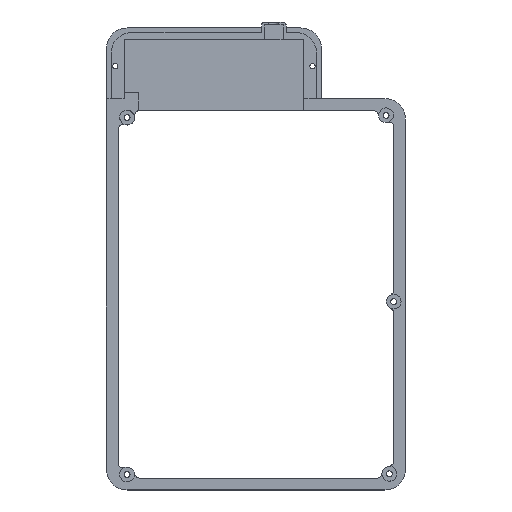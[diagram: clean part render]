
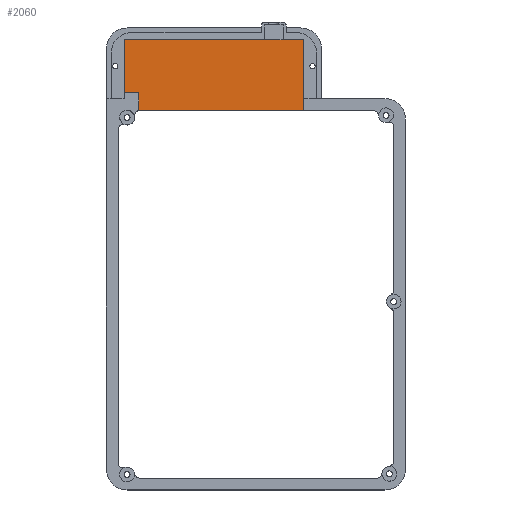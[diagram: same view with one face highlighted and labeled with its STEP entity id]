
A CAD part, top view. The second image highlights one B-rep face of the part: STEP entity #2060.
In plain terms, the highlighted planar face has unit normal (0, 0, 1).
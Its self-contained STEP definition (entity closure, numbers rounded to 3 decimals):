
#45=PLANE('',#2231);
#168=LINE('',#3198,#382);
#185=LINE('',#3237,#399);
#236=LINE('',#3340,#450);
#239=LINE('',#3345,#453);
#241=LINE('',#3348,#455);
#244=LINE('',#3354,#458);
#382=VECTOR('',#2533,1000.);
#399=VECTOR('',#2560,1000.);
#450=VECTOR('',#2645,1000.);
#453=VECTOR('',#2650,1000.);
#455=VECTOR('',#2654,1000.);
#458=VECTOR('',#2659,1000.);
#769=ORIENTED_EDGE('',*,*,#1320,.F.);
#770=ORIENTED_EDGE('',*,*,#1317,.F.);
#771=ORIENTED_EDGE('',*,*,#1321,.T.);
#772=ORIENTED_EDGE('',*,*,#1257,.F.);
#773=ORIENTED_EDGE('',*,*,#1315,.F.);
#774=ORIENTED_EDGE('',*,*,#1237,.F.);
#775=ORIENTED_EDGE('',*,*,#1312,.F.);
#1237=EDGE_CURVE('',#1528,#1529,#168,.T.);
#1257=EDGE_CURVE('',#1545,#1546,#185,.T.);
#1312=EDGE_CURVE('',#1581,#1528,#236,.T.);
#1315=EDGE_CURVE('',#1529,#1545,#239,.T.);
#1317=EDGE_CURVE('',#1582,#1583,#241,.T.);
#1320=EDGE_CURVE('',#1583,#1581,#244,.T.);
#1321=EDGE_CURVE('',#1582,#1546,#1672,.T.);
#1528=VERTEX_POINT('',#3197);
#1529=VERTEX_POINT('',#3199);
#1545=VERTEX_POINT('',#3236);
#1546=VERTEX_POINT('',#3238);
#1581=VERTEX_POINT('',#3341);
#1582=VERTEX_POINT('',#3349);
#1583=VERTEX_POINT('',#3350);
#1672=CIRCLE('',#2232,2.);
#1749=EDGE_LOOP('',(#769,#770,#771,#772,#773,#774,#775));
#1890=FACE_BOUND('',#1749,.T.);
#2060=ADVANCED_FACE('',(#1890),#45,.F.);
#2231=AXIS2_PLACEMENT_3D('',#3355,#2660,#2661);
#2232=AXIS2_PLACEMENT_3D('',#3356,#2662,#2663);
#2533=DIRECTION('',(1.,0.,0.));
#2560=DIRECTION('',(-1.,0.,0.));
#2645=DIRECTION('',(0.,1.,0.));
#2650=DIRECTION('',(0.,-1.,0.));
#2654=DIRECTION('',(0.,1.,0.));
#2659=DIRECTION('',(-1.,0.,0.));
#2660=DIRECTION('',(0.,0.,-1.));
#2661=DIRECTION('',(1.,0.,0.));
#2662=DIRECTION('',(0.,0.,-1.));
#2663=DIRECTION('',(-1.,0.,0.));
#3197=CARTESIAN_POINT('',(6.,153.,2.));
#3198=CARTESIAN_POINT('',(6.,153.,2.));
#3199=CARTESIAN_POINT('',(67.,153.,2.));
#3236=CARTESIAN_POINT('',(67.,129.,2.));
#3237=CARTESIAN_POINT('',(11.,129.,2.));
#3238=CARTESIAN_POINT('',(11.472,129.,2.));
#3340=CARTESIAN_POINT('',(6.,153.,2.));
#3341=CARTESIAN_POINT('',(6.,135.,2.));
#3345=CARTESIAN_POINT('',(67.,153.,2.));
#3348=CARTESIAN_POINT('',(11.,135.,2.));
#3349=CARTESIAN_POINT('',(11.,128.943,2.));
#3350=CARTESIAN_POINT('',(11.,135.,2.));
#3354=CARTESIAN_POINT('',(6.,135.,2.));
#3355=CARTESIAN_POINT('',(50.8,78.5,2.));
#3356=CARTESIAN_POINT('',(11.472,127.,2.));
